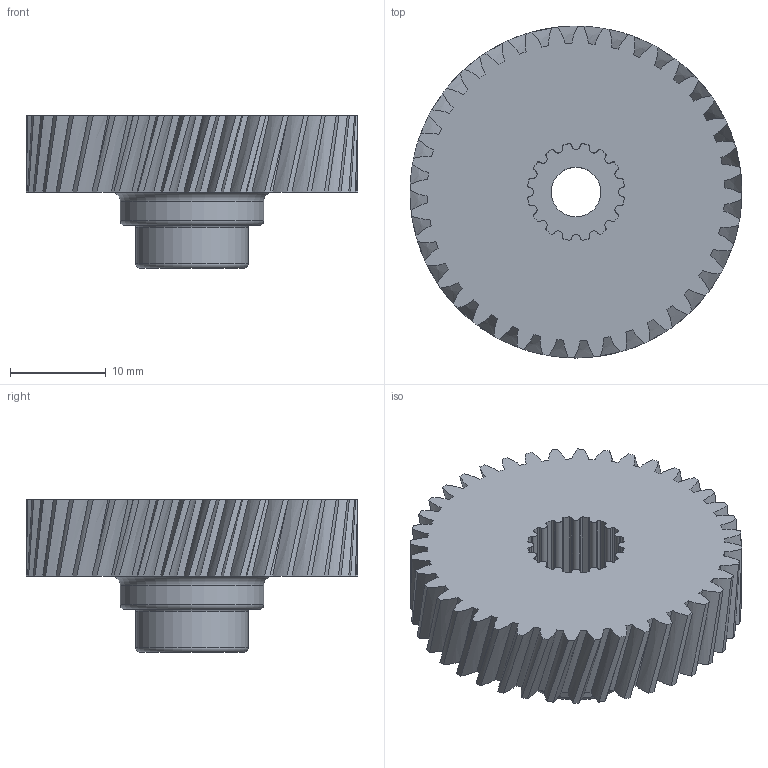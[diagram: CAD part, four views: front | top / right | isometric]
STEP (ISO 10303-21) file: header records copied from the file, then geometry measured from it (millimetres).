
FILE_DESCRIPTION(/* description */ (''),/* implementation_level */ '2;1');
FILE_NAME(/* name */ 'Alt_wormgear_largegear.step',/* time_stamp */ '2020-09-09T10:18:51-04:00',/* author */ (''),/* organization */ (''),/* preprocessor_version */ 'ST-DEVELOPER v18.1',/* originating_system */ 'Autodesk Translation Framework v9.3.0.1241',/* authorisation */ '');
FILE_SCHEMA (('AUTOMOTIVE_DESIGN { 1 0 10303 214 3 1 1 }'));
Length unit declared in the file: millimetre
Products named in the file (1): Healical Gear (40R@15.00)
Bounding box: 34.73 x 34.73 x 16 mm (x, y, z)
Volume: 7173 mm3; surface area: 4129.5 mm2
Topology: 1 solids, 1 shells, 268 faces, 786 edges, 523 vertices
Faces by surface type: cylinder 139, bspline 120, plane 5, torus 4
Full cylindrical faces by diameter (mm): 5.2 x1, 11.75 x1, 15 x1
Entity records: 19837 total; most frequent: CARTESIAN_POINT 13538, ORIENTED_EDGE 1572, DIRECTION 1131, EDGE_CURVE 786, VERTEX_POINT 523, AXIS2_PLACEMENT_3D 516, CIRCLE 367, EDGE_LOOP 273
